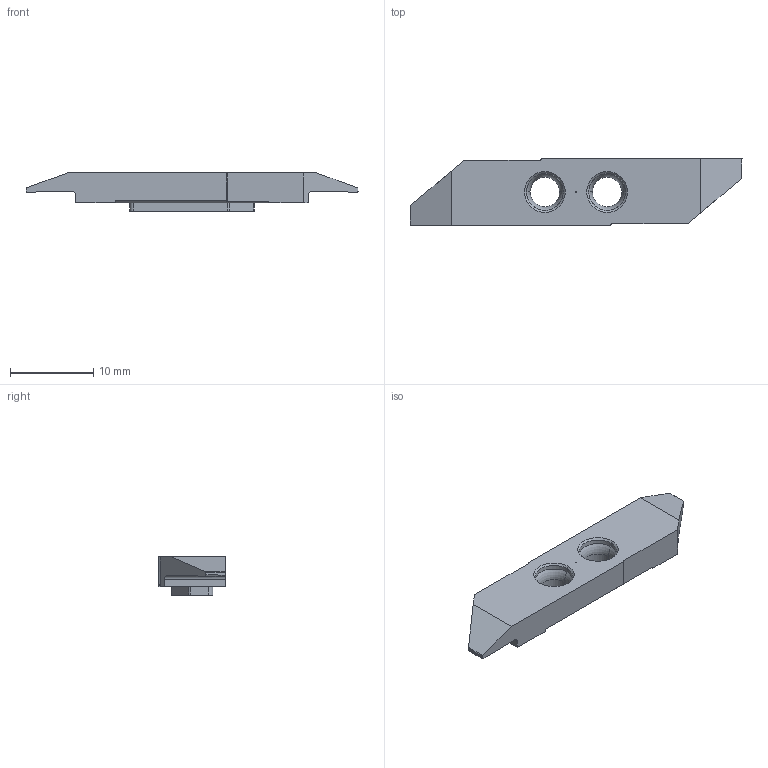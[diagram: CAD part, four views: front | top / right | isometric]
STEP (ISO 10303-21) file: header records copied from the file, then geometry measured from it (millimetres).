
FILE_DESCRIPTION (( 'STEP AP214' ), '1' );
FILE_NAME ('CUT-138-06.STEP', '2023-03-13T13:58:36', ( '' ), ( '' ), 'SwSTEP 2.0', 'SolidWorks 2022', '' );
FILE_SCHEMA (( 'AUTOMOTIVE_DESIGN' ));
Length unit declared in the file: millimetre
Products named in the file (1): CUT-138-06
Bounding box: 40 x 8 x 4.6 mm (x, y, z)
Volume: 855.5 mm3; surface area: 912.7 mm2
Topology: 1 solids, 1 shells, 67 faces, 180 edges, 116 vertices
Faces by surface type: plane 33, cylinder 22, cone 8, torus 4
Entity records: 2132 total; most frequent: CARTESIAN_POINT 406, ORIENTED_EDGE 360, DIRECTION 350, EDGE_CURVE 180, VECTOR 118, LINE 118, AXIS2_PLACEMENT_3D 116, VERTEX_POINT 116
